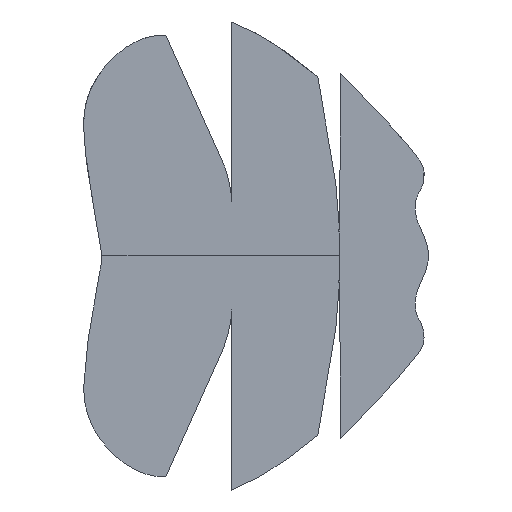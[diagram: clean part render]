
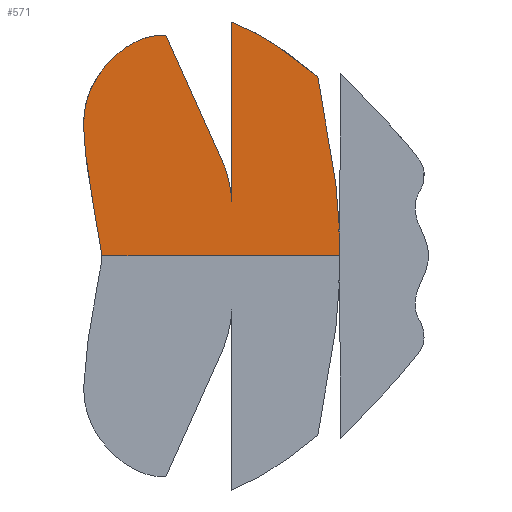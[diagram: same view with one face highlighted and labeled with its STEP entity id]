
A CAD part, top view. The second image highlights one B-rep face of the part: STEP entity #571.
In plain terms, the highlighted planar face has unit normal (0, 0, 1).
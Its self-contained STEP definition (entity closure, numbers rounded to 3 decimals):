
#28=(
BOUNDED_CURVE()
B_SPLINE_CURVE(5,(#1180,#1181,#1182,#1183,#1184,#1185,#1186,#1187,#1188,
#1189,#1190,#1191,#1192,#1193,#1194,#1195,#1196,#1197,#1198,#1199,#1200,
#1201,#1202,#1203,#1204,#1205,#1206,#1207,#1208,#1209),.UNSPECIFIED.,.F.,
 .F.)
B_SPLINE_CURVE_WITH_KNOTS((6,1,1,1,1,1,1,1,1,1,1,1,1,1,1,1,1,1,1,1,1,1,
1,1,1,6),(-1.,-0.96,-0.92,-0.88,-0.84,-0.8,-0.76,-0.72,-0.68,-0.64,-0.6,
-0.56,-0.52,-0.48,-0.44,-0.4,-0.36,-0.32,-0.28,-0.24,-0.2,-0.16,-0.12,-0.08,
-0.04,0.),.UNSPECIFIED.)
CURVE()
GEOMETRIC_REPRESENTATION_ITEM()
RATIONAL_B_SPLINE_CURVE((1.,1.,1.,1.,1.,1.,1.,1.,1.,1.,1.,1.,1.,1.,1.,1.,
1.,1.,1.,1.,1.,1.,1.,1.,1.,1.,1.,1.,1.,1.))
REPRESENTATION_ITEM('')
);
#30=(
BOUNDED_CURVE()
B_SPLINE_CURVE(5,(#1264,#1265,#1266,#1267,#1268,#1269,#1270,#1271,#1272,
#1273,#1274,#1275,#1276,#1277,#1278),.UNSPECIFIED.,.F.,.F.)
B_SPLINE_CURVE_WITH_KNOTS((6,1,1,1,1,1,1,1,1,1,6),(-1.,-0.9,-0.8,-0.7,-0.6,
-0.5,-0.4,-0.3,-0.2,-0.1,0.),.UNSPECIFIED.)
CURVE()
GEOMETRIC_REPRESENTATION_ITEM()
RATIONAL_B_SPLINE_CURVE((1.,1.,1.,1.,1.,1.,1.,1.,1.,1.,1.,1.,1.,1.,1.))
REPRESENTATION_ITEM('')
);
#32=(
BOUNDED_CURVE()
B_SPLINE_CURVE(5,(#1333,#1334,#1335,#1336,#1337,#1338,#1339,#1340,#1341,
#1342,#1343,#1344,#1345,#1346,#1347),.UNSPECIFIED.,.F.,.F.)
B_SPLINE_CURVE_WITH_KNOTS((6,1,1,1,1,1,1,1,1,1,6),(-1.,-0.9,-0.8,-0.7,-0.6,
-0.5,-0.4,-0.3,-0.2,-0.1,0.),.UNSPECIFIED.)
CURVE()
GEOMETRIC_REPRESENTATION_ITEM()
RATIONAL_B_SPLINE_CURVE((1.,1.,1.,1.,1.,1.,1.,1.,1.,1.,1.,1.,1.,1.,1.))
REPRESENTATION_ITEM('')
);
#34=(
BOUNDED_CURVE()
B_SPLINE_CURVE(5,(#1402,#1403,#1404,#1405,#1406,#1407,#1408,#1409,#1410,
#1411,#1412,#1413,#1414,#1415,#1416),.UNSPECIFIED.,.F.,.F.)
B_SPLINE_CURVE_WITH_KNOTS((6,1,1,1,1,1,1,1,1,1,6),(0.024,0.1,
0.2,0.3,0.4,0.5,0.6,0.7,0.8,0.9,1.),.UNSPECIFIED.)
CURVE()
GEOMETRIC_REPRESENTATION_ITEM()
RATIONAL_B_SPLINE_CURVE((1.,1.,1.,1.,1.,1.,1.,1.,1.,1.,1.,1.,1.,1.,1.))
REPRESENTATION_ITEM('')
);
#52=CIRCLE('',#601,1.);
#83=FACE_OUTER_BOUND('',#116,.T.);
#116=EDGE_LOOP('',(#468,#469,#470,#471,#472,#473,#474,#475,#476,#477));
#150=LINE('',#1215,#203);
#154=LINE('',#1284,#207);
#158=LINE('',#1353,#211);
#163=LINE('',#1428,#216);
#166=LINE('',#1432,#219);
#203=VECTOR('',#664,10.);
#207=VECTOR('',#670,10.);
#211=VECTOR('',#676,10.);
#216=VECTOR('',#689,10.);
#219=VECTOR('',#694,10.);
#255=VERTEX_POINT('',#1177);
#256=VERTEX_POINT('',#1179);
#258=VERTEX_POINT('',#1214);
#260=VERTEX_POINT('',#1263);
#262=VERTEX_POINT('',#1283);
#264=VERTEX_POINT('',#1332);
#266=VERTEX_POINT('',#1352);
#268=VERTEX_POINT('',#1401);
#270=VERTEX_POINT('',#1421);
#272=VERTEX_POINT('',#1427);
#319=EDGE_CURVE('',#256,#255,#28,.T.);
#322=EDGE_CURVE('',#258,#256,#150,.T.);
#325=EDGE_CURVE('',#260,#258,#30,.T.);
#328=EDGE_CURVE('',#262,#260,#154,.T.);
#331=EDGE_CURVE('',#264,#262,#32,.T.);
#334=EDGE_CURVE('',#266,#264,#158,.T.);
#337=EDGE_CURVE('',#268,#266,#34,.T.);
#340=EDGE_CURVE('',#270,#268,#52,.T.);
#343=EDGE_CURVE('',#272,#270,#163,.T.);
#346=EDGE_CURVE('',#255,#272,#166,.T.);
#468=ORIENTED_EDGE('',*,*,#346,.T.);
#469=ORIENTED_EDGE('',*,*,#343,.T.);
#470=ORIENTED_EDGE('',*,*,#340,.T.);
#471=ORIENTED_EDGE('',*,*,#337,.T.);
#472=ORIENTED_EDGE('',*,*,#334,.T.);
#473=ORIENTED_EDGE('',*,*,#331,.T.);
#474=ORIENTED_EDGE('',*,*,#328,.T.);
#475=ORIENTED_EDGE('',*,*,#325,.T.);
#476=ORIENTED_EDGE('',*,*,#322,.T.);
#477=ORIENTED_EDGE('',*,*,#319,.T.);
#542=PLANE('',#604);
#571=ADVANCED_FACE('',(#83),#542,.T.);
#601=AXIS2_PLACEMENT_3D('',#1422,#683,#684);
#604=AXIS2_PLACEMENT_3D('',#1433,#695,#696);
#664=DIRECTION('',(-0.41,0.912,0.));
#670=DIRECTION('',(0.,-1.,0.));
#676=DIRECTION('',(-0.166,0.986,0.));
#683=DIRECTION('center_axis',(0.,0.,-1.));
#684=DIRECTION('ref_axis',(1.,0.,0.));
#689=DIRECTION('',(0.,1.,0.));
#694=DIRECTION('',(1.,0.,0.));
#695=DIRECTION('center_axis',(0.,0.,1.));
#696=DIRECTION('ref_axis',(1.,0.,0.));
#1177=CARTESIAN_POINT('',(-142.,0.,0.2));
#1179=CARTESIAN_POINT('',(-88.719,183.533,0.2));
#1180=CARTESIAN_POINT('Ctrl Pts',(-88.719,183.533,0.2));
#1181=CARTESIAN_POINT('Ctrl Pts',(-90.09,183.687,0.2));
#1182=CARTESIAN_POINT('Ctrl Pts',(-92.848,183.87,0.2));
#1183=CARTESIAN_POINT('Ctrl Pts',(-97.03,183.771,0.2));
#1184=CARTESIAN_POINT('Ctrl Pts',(-102.698,182.89,0.2));
#1185=CARTESIAN_POINT('Ctrl Pts',(-109.932,180.535,0.2));
#1186=CARTESIAN_POINT('Ctrl Pts',(-117.272,176.938,0.2));
#1187=CARTESIAN_POINT('Ctrl Pts',(-124.62,172.147,0.2));
#1188=CARTESIAN_POINT('Ctrl Pts',(-131.784,166.266,0.2));
#1189=CARTESIAN_POINT('Ctrl Pts',(-138.503,159.447,0.2));
#1190=CARTESIAN_POINT('Ctrl Pts',(-144.496,151.86,0.2));
#1191=CARTESIAN_POINT('Ctrl Pts',(-149.501,143.671,0.2));
#1192=CARTESIAN_POINT('Ctrl Pts',(-153.323,135.021,0.2));
#1193=CARTESIAN_POINT('Ctrl Pts',(-155.877,125.994,0.2));
#1194=CARTESIAN_POINT('Ctrl Pts',(-157.224,116.607,0.2));
#1195=CARTESIAN_POINT('Ctrl Pts',(-157.522,106.846,0.2));
#1196=CARTESIAN_POINT('Ctrl Pts',(-156.99,96.691,0.2));
#1197=CARTESIAN_POINT('Ctrl Pts',(-155.868,86.15,0.2));
#1198=CARTESIAN_POINT('Ctrl Pts',(-154.385,75.287,0.2));
#1199=CARTESIAN_POINT('Ctrl Pts',(-152.715,64.26,0.2));
#1200=CARTESIAN_POINT('Ctrl Pts',(-150.962,53.323,0.2));
#1201=CARTESIAN_POINT('Ctrl Pts',(-149.192,42.771,0.2));
#1202=CARTESIAN_POINT('Ctrl Pts',(-147.45,32.908,0.2));
#1203=CARTESIAN_POINT('Ctrl Pts',(-145.785,23.997,0.2));
#1204=CARTESIAN_POINT('Ctrl Pts',(-144.263,16.225,0.2));
#1205=CARTESIAN_POINT('Ctrl Pts',(-143.001,9.644,0.2));
#1206=CARTESIAN_POINT('Ctrl Pts',(-142.322,5.279,0.2));
#1207=CARTESIAN_POINT('Ctrl Pts',(-142.059,2.467,0.2));
#1208=CARTESIAN_POINT('Ctrl Pts',(-142.,0.789,0.2));
#1209=CARTESIAN_POINT('Ctrl Pts',(-142.,0.,0.2));
#1214=CARTESIAN_POINT('',(-40.,75.,0.2));
#1215=CARTESIAN_POINT('',(-88.719,183.533,0.2));
#1263=CARTESIAN_POINT('',(-34.,45.,0.2));
#1264=CARTESIAN_POINT('Ctrl Pts',(-34.,45.,0.2));
#1265=CARTESIAN_POINT('Ctrl Pts',(-34.,45.815,0.2));
#1266=CARTESIAN_POINT('Ctrl Pts',(-34.021,47.403,0.2));
#1267=CARTESIAN_POINT('Ctrl Pts',(-34.115,49.656,0.2));
#1268=CARTESIAN_POINT('Ctrl Pts',(-34.358,52.421,0.2));
#1269=CARTESIAN_POINT('Ctrl Pts',(-34.81,55.552,0.2));
#1270=CARTESIAN_POINT('Ctrl Pts',(-35.358,58.457,0.2));
#1271=CARTESIAN_POINT('Ctrl Pts',(-35.959,61.23,0.2));
#1272=CARTESIAN_POINT('Ctrl Pts',(-36.587,63.954,0.2));
#1273=CARTESIAN_POINT('Ctrl Pts',(-37.254,66.678,0.2));
#1274=CARTESIAN_POINT('Ctrl Pts',(-38.004,69.424,0.2));
#1275=CARTESIAN_POINT('Ctrl Pts',(-38.71,71.642,0.2));
#1276=CARTESIAN_POINT('Ctrl Pts',(-39.321,73.317,0.2));
#1277=CARTESIAN_POINT('Ctrl Pts',(-39.767,74.438,0.2));
#1278=CARTESIAN_POINT('Ctrl Pts',(-40.,75.,0.2));
#1283=CARTESIAN_POINT('',(-34.,195.,0.2));
#1284=CARTESIAN_POINT('',(-34.,45.,0.2));
#1332=CARTESIAN_POINT('',(37.893,149.485,0.2));
#1333=CARTESIAN_POINT('Ctrl Pts',(37.893,149.485,0.2));
#1334=CARTESIAN_POINT('Ctrl Pts',(36.335,150.772,0.2));
#1335=CARTESIAN_POINT('Ctrl Pts',(33.229,153.315,0.2));
#1336=CARTESIAN_POINT('Ctrl Pts',(28.6,157.036,0.2));
#1337=CARTESIAN_POINT('Ctrl Pts',(22.49,161.804,0.2));
#1338=CARTESIAN_POINT('Ctrl Pts',(14.962,167.419,0.2));
#1339=CARTESIAN_POINT('Ctrl Pts',(7.554,172.656,0.2));
#1340=CARTESIAN_POINT('Ctrl Pts',(0.279,177.476,0.2));
#1341=CARTESIAN_POINT('Ctrl Pts',(-6.853,181.847,0.2));
#1342=CARTESIAN_POINT('Ctrl Pts',(-13.841,185.768,0.2));
#1343=CARTESIAN_POINT('Ctrl Pts',(-20.694,189.263,0.2));
#1344=CARTESIAN_POINT('Ctrl Pts',(-26.075,191.743,0.2));
#1345=CARTESIAN_POINT('Ctrl Pts',(-30.058,193.435,0.2));
#1346=CARTESIAN_POINT('Ctrl Pts',(-32.69,194.491,0.2));
#1347=CARTESIAN_POINT('Ctrl Pts',(-34.,195.,0.2));
#1352=CARTESIAN_POINT('',(52.865,60.404,0.2));
#1353=CARTESIAN_POINT('',(37.893,149.485,0.2));
#1401=CARTESIAN_POINT('',(55.979,22.,0.2));
#1402=CARTESIAN_POINT('Ctrl Pts',(55.979,22.,0.2));
#1403=CARTESIAN_POINT('Ctrl Pts',(55.965,22.639,0.2));
#1404=CARTESIAN_POINT('Ctrl Pts',(55.93,24.115,0.2));
#1405=CARTESIAN_POINT('Ctrl Pts',(55.865,26.416,0.2));
#1406=CARTESIAN_POINT('Ctrl Pts',(55.756,29.527,0.2));
#1407=CARTESIAN_POINT('Ctrl Pts',(55.579,33.42,0.2));
#1408=CARTESIAN_POINT('Ctrl Pts',(55.345,37.453,0.2));
#1409=CARTESIAN_POINT('Ctrl Pts',(55.061,41.426,0.2));
#1410=CARTESIAN_POINT('Ctrl Pts',(54.722,45.338,0.2));
#1411=CARTESIAN_POINT('Ctrl Pts',(54.33,49.188,0.2));
#1412=CARTESIAN_POINT('Ctrl Pts',(53.889,52.982,0.2));
#1413=CARTESIAN_POINT('Ctrl Pts',(53.501,55.975,0.2));
#1414=CARTESIAN_POINT('Ctrl Pts',(53.19,58.198,0.2));
#1415=CARTESIAN_POINT('Ctrl Pts',(52.975,59.67,0.2));
#1416=CARTESIAN_POINT('Ctrl Pts',(52.865,60.404,0.2));
#1421=CARTESIAN_POINT('',(56.,20.,0.2));
#1422=CARTESIAN_POINT('Origin',(56.,21.,0.2));
#1427=CARTESIAN_POINT('',(56.,0.,0.2));
#1428=CARTESIAN_POINT('',(56.,21.,0.2));
#1432=CARTESIAN_POINT('',(-200.,0.,0.2));
#1433=CARTESIAN_POINT('Origin',(-50.761,97.5,0.2));
